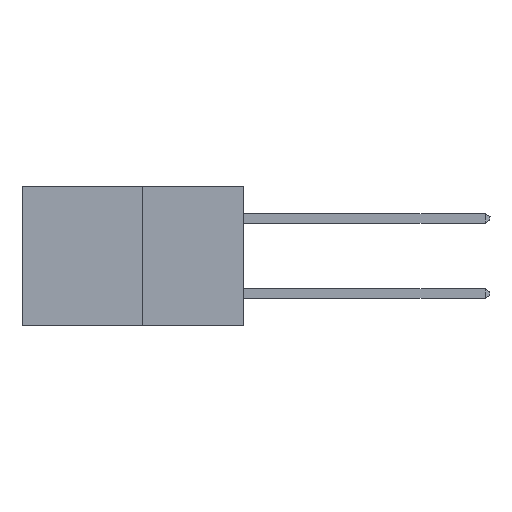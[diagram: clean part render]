
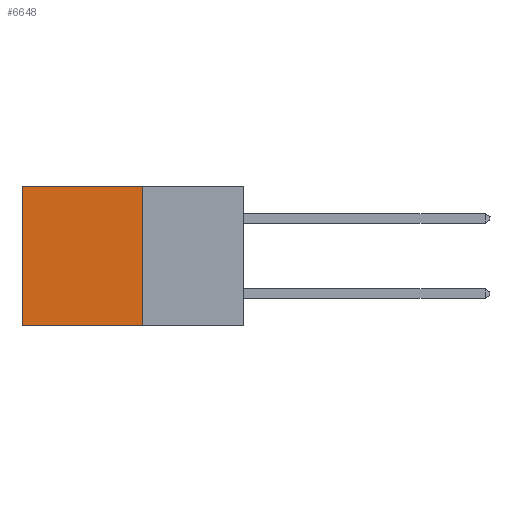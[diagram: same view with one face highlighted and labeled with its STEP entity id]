
A CAD part, left-side view. The second image highlights one B-rep face of the part: STEP entity #6648.
In plain terms, the highlighted planar face has unit normal (-1, 0, 0).
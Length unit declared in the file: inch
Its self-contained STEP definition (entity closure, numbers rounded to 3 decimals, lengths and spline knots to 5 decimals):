
#45 = CARTESIAN_POINT ( 'NONE',  ( 0.277, 0.27, 0. ) ) ;
#1046 = EDGE_LOOP ( 'NONE', ( #10945, #4724, #12041, #9954 ) ) ;
#1161 = PLANE ( 'NONE',  #5700 ) ;
#1295 = DIRECTION ( 'NONE',  ( 0., 1., 0. ) ) ;
#2177 = CARTESIAN_POINT ( 'NONE',  ( 0.277, 0.27, 0. ) ) ;
#3085 = DIRECTION ( 'NONE',  ( 0., 0., -1. ) ) ;
#3730 = CARTESIAN_POINT ( 'NONE',  ( 0.277, 0.59, -0.37 ) ) ;
#3950 = VECTOR ( 'NONE', #4999, 39.37008 ) ;
#4448 = LINE ( 'NONE', #45, #10442 ) ;
#4724 = ORIENTED_EDGE ( 'NONE', *, *, #14319, .F. ) ;
#4782 = CARTESIAN_POINT ( 'NONE',  ( 0.277, 0.27, -0.37 ) ) ;
#4999 = DIRECTION ( 'NONE',  ( 0., 0., -1. ) ) ;
#5105 = VERTEX_POINT ( 'NONE', #6765 ) ;
#5700 = AXIS2_PLACEMENT_3D ( 'NONE', #9207, #7900, #3085 ) ;
#6406 = LINE ( 'NONE', #11579, #9181 ) ;
#6648 = ADVANCED_FACE ( 'NONE', ( #15420 ), #1161, .F. ) ;
#6765 = CARTESIAN_POINT ( 'NONE',  ( 0.277, 0.59, -0.37 ) ) ;
#7844 = VERTEX_POINT ( 'NONE', #9053 ) ;
#7900 = DIRECTION ( 'NONE',  ( 1., 0., 0. ) ) ;
#8440 = EDGE_CURVE ( 'NONE', #10058, #11809, #6406, .T. ) ;
#8835 = DIRECTION ( 'NONE',  ( 0., 0., -1. ) ) ;
#9035 = LINE ( 'NONE', #4782, #12618 ) ;
#9053 = CARTESIAN_POINT ( 'NONE',  ( 0.277, 0.59, 0. ) ) ;
#9181 = VECTOR ( 'NONE', #8835, 39.37008 ) ;
#9207 = CARTESIAN_POINT ( 'NONE',  ( 0.277, 0.27, -0.37 ) ) ;
#9954 = ORIENTED_EDGE ( 'NONE', *, *, #10827, .T. ) ;
#10058 = VERTEX_POINT ( 'NONE', #2177 ) ;
#10307 = CARTESIAN_POINT ( 'NONE',  ( 0.277, 0.27, -0.37 ) ) ;
#10442 = VECTOR ( 'NONE', #1295, 39.37008 ) ;
#10827 = EDGE_CURVE ( 'NONE', #10058, #7844, #4448, .T. ) ;
#10945 = ORIENTED_EDGE ( 'NONE', *, *, #14456, .T. ) ;
#11579 = CARTESIAN_POINT ( 'NONE',  ( 0.277, 0.27, -0.37 ) ) ;
#11809 = VERTEX_POINT ( 'NONE', #10307 ) ;
#12041 = ORIENTED_EDGE ( 'NONE', *, *, #8440, .F. ) ;
#12618 = VECTOR ( 'NONE', #13171, 39.37008 ) ;
#13171 = DIRECTION ( 'NONE',  ( 0., 1., 0. ) ) ;
#13587 = LINE ( 'NONE', #3730, #3950 ) ;
#14319 = EDGE_CURVE ( 'NONE', #11809, #5105, #9035, .T. ) ;
#14456 = EDGE_CURVE ( 'NONE', #7844, #5105, #13587, .T. ) ;
#15420 = FACE_OUTER_BOUND ( 'NONE', #1046, .T. ) ;
